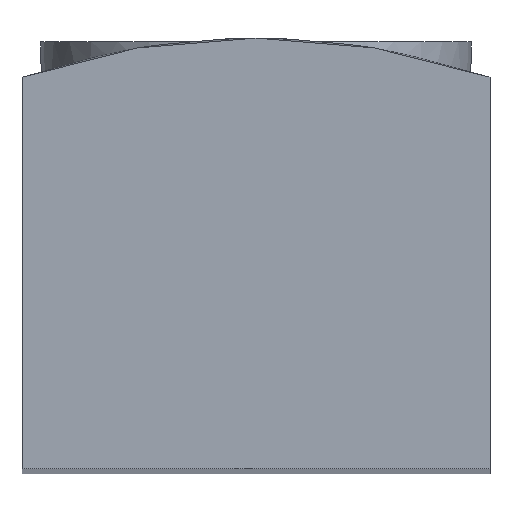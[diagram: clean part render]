
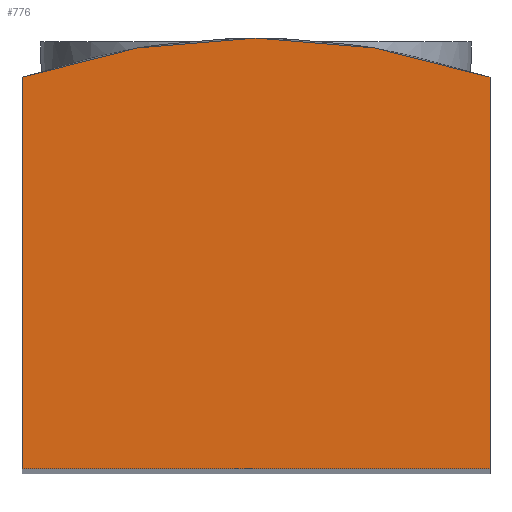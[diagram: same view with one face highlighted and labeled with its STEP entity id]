
A CAD part, top view. The second image highlights one B-rep face of the part: STEP entity #776.
In plain terms, the highlighted planar face has unit normal (0, 0, 1).
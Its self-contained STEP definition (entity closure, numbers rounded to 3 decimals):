
#30=PLANE('',#824);
#59=CIRCLE('',#817,7.7);
#104=ORIENTED_EDGE('',*,*,#223,.T.);
#105=ORIENTED_EDGE('',*,*,#229,.T.);
#106=ORIENTED_EDGE('',*,*,#232,.T.);
#107=ORIENTED_EDGE('',*,*,#235,.T.);
#223=EDGE_CURVE('',#294,#295,#59,.T.);
#229=EDGE_CURVE('',#295,#300,#339,.T.);
#232=EDGE_CURVE('',#300,#302,#342,.T.);
#235=EDGE_CURVE('',#302,#294,#345,.T.);
#294=VERTEX_POINT('',#1052);
#295=VERTEX_POINT('',#1053);
#300=VERTEX_POINT('',#1077);
#302=VERTEX_POINT('',#1083);
#339=LINE('',#1076,#390);
#342=LINE('',#1082,#393);
#345=LINE('',#1088,#396);
#390=VECTOR('',#888,1000.);
#393=VECTOR('',#893,1000.);
#396=VECTOR('',#898,1000.);
#445=EDGE_LOOP('',(#104,#105,#106,#107));
#488=FACE_BOUND('',#445,.T.);
#776=ADVANCED_FACE('',(#488),#30,.T.);
#817=AXIS2_PLACEMENT_3D('',#1051,#880,#881);
#824=AXIS2_PLACEMENT_3D('',#1093,#904,#905);
#880=DIRECTION('',(0.,0.,1.));
#881=DIRECTION('',(1.,0.,0.));
#888=DIRECTION('',(0.,-1.,0.));
#893=DIRECTION('',(1.,0.,0.));
#898=DIRECTION('',(0.,1.,0.));
#904=DIRECTION('',(0.,0.,1.));
#905=DIRECTION('',(1.,0.,0.));
#1051=CARTESIAN_POINT('',(-2.5,-3.1,0.));
#1052=CARTESIAN_POINT('',(0.,4.183,0.));
#1053=CARTESIAN_POINT('',(-5.,4.183,0.));
#1076=CARTESIAN_POINT('',(-5.,4.183,0.));
#1077=CARTESIAN_POINT('',(-5.,0.,0.));
#1082=CARTESIAN_POINT('',(-5.,0.,0.));
#1083=CARTESIAN_POINT('',(0.,0.,0.));
#1088=CARTESIAN_POINT('',(0.,0.,0.));
#1093=CARTESIAN_POINT('',(-2.5,-3.1,0.));
